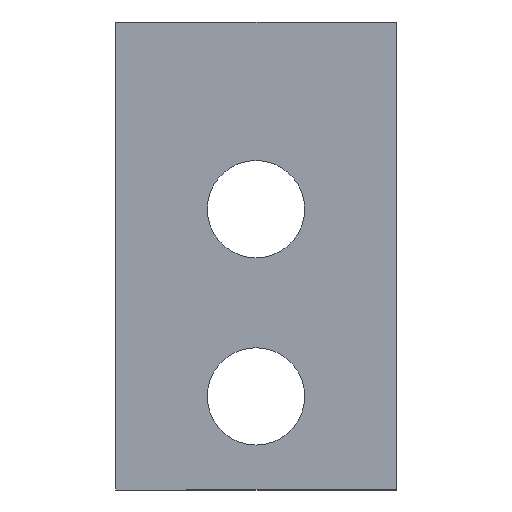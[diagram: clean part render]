
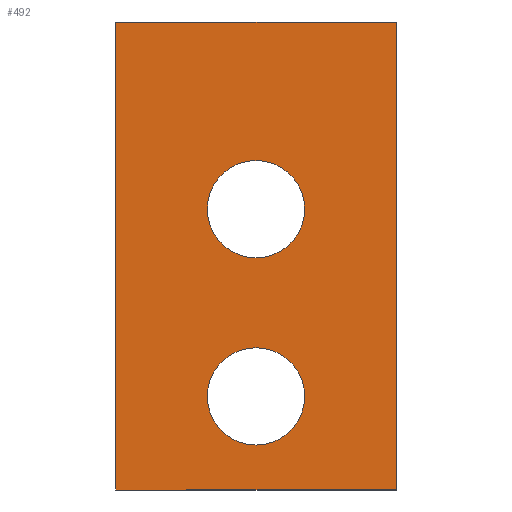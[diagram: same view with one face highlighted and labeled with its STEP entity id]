
A CAD part, front view. The second image highlights one B-rep face of the part: STEP entity #492.
In plain terms, the highlighted planar face has unit normal (0, -1, 0).
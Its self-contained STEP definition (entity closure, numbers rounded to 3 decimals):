
#1 = VECTOR ( 'NONE', #498, 1000. ) ;
#3 = LINE ( 'NONE', #189, #1 ) ;
#7 = DIRECTION ( 'NONE',  ( 0., 0., -1. ) ) ;
#14 = CARTESIAN_POINT ( 'NONE',  ( 0., 49., 15. ) ) ;
#17 = DIRECTION ( 'NONE',  ( 0., 1., 0. ) ) ;
#24 = ORIENTED_EDGE ( 'NONE', *, *, #584, .T. ) ;
#30 = CARTESIAN_POINT ( 'NONE',  ( 0., 49., -10. ) ) ;
#34 = AXIS2_PLACEMENT_3D ( 'NONE', #142, #17, #517 ) ;
#44 = AXIS2_PLACEMENT_3D ( 'NONE', #347, #203, #586 ) ;
#56 = CIRCLE ( 'NONE', #278, 2.6 ) ;
#58 = LINE ( 'NONE', #383, #143 ) ;
#63 = CARTESIAN_POINT ( 'NONE',  ( 0., 49., 0. ) ) ;
#71 = CARTESIAN_POINT ( 'NONE',  ( 0., 49., 15. ) ) ;
#75 = CARTESIAN_POINT ( 'NONE',  ( 15., 49., 15. ) ) ;
#79 = DIRECTION ( 'NONE',  ( 0., 0., -1. ) ) ;
#82 = VERTEX_POINT ( 'NONE', #157 ) ;
#96 = EDGE_CURVE ( 'NONE', #575, #156, #184, .T. ) ;
#102 = CARTESIAN_POINT ( 'NONE',  ( 15., 49., -10. ) ) ;
#133 = CARTESIAN_POINT ( 'NONE',  ( 7.5, 49., -5. ) ) ;
#142 = CARTESIAN_POINT ( 'NONE',  ( 7.5, 49., 5. ) ) ;
#143 = VECTOR ( 'NONE', #7, 1000. ) ;
#148 = ORIENTED_EDGE ( 'NONE', *, *, #454, .T. ) ;
#150 = DIRECTION ( 'NONE',  ( 0., 0., -1. ) ) ;
#156 = VERTEX_POINT ( 'NONE', #538 ) ;
#157 = CARTESIAN_POINT ( 'NONE',  ( 0., 49., -10. ) ) ;
#163 = VERTEX_POINT ( 'NONE', #75 ) ;
#167 = CARTESIAN_POINT ( 'NONE',  ( 7.5, 49., 7.6 ) ) ;
#168 = VERTEX_POINT ( 'NONE', #167 ) ;
#180 = VERTEX_POINT ( 'NONE', #71 ) ;
#182 = CARTESIAN_POINT ( 'NONE',  ( 7.5, 49., 2.4 ) ) ;
#184 = CIRCLE ( 'NONE', #381, 2.6 ) ;
#186 = DIRECTION ( 'NONE',  ( 0., 0., -1. ) ) ;
#189 = CARTESIAN_POINT ( 'NONE',  ( 15., 49., 15. ) ) ;
#197 = EDGE_LOOP ( 'NONE', ( #258, #557 ) ) ;
#203 = DIRECTION ( 'NONE',  ( 0., 1., 0. ) ) ;
#206 = EDGE_CURVE ( 'NONE', #156, #575, #56, .T. ) ;
#211 = DIRECTION ( 'NONE',  ( 1., 0., 0. ) ) ;
#227 = ORIENTED_EDGE ( 'NONE', *, *, #319, .T. ) ;
#247 = DIRECTION ( 'NONE',  ( 0., -1., 0. ) ) ;
#258 = ORIENTED_EDGE ( 'NONE', *, *, #206, .T. ) ;
#275 = VERTEX_POINT ( 'NONE', #182 ) ;
#278 = AXIS2_PLACEMENT_3D ( 'NONE', #133, #418, #186 ) ;
#286 = PLANE ( 'NONE',  #338 ) ;
#292 = FACE_OUTER_BOUND ( 'NONE', #441, .T. ) ;
#293 = VECTOR ( 'NONE', #211, 1000. ) ;
#319 = EDGE_CURVE ( 'NONE', #345, #163, #3, .T. ) ;
#338 = AXIS2_PLACEMENT_3D ( 'NONE', #63, #247, #150 ) ;
#341 = EDGE_CURVE ( 'NONE', #180, #82, #58, .T. ) ;
#345 = VERTEX_POINT ( 'NONE', #102 ) ;
#347 = CARTESIAN_POINT ( 'NONE',  ( 7.5, 49., 5. ) ) ;
#381 = AXIS2_PLACEMENT_3D ( 'NONE', #580, #543, #79 ) ;
#382 = EDGE_CURVE ( 'NONE', #275, #168, #474, .T. ) ;
#383 = CARTESIAN_POINT ( 'NONE',  ( 0., 49., 15. ) ) ;
#393 = ORIENTED_EDGE ( 'NONE', *, *, #529, .T. ) ;
#406 = LINE ( 'NONE', #30, #293 ) ;
#418 = DIRECTION ( 'NONE',  ( 0., 1., 0. ) ) ;
#432 = FACE_BOUND ( 'NONE', #477, .T. ) ;
#441 = EDGE_LOOP ( 'NONE', ( #464, #24, #227, #148 ) ) ;
#454 = EDGE_CURVE ( 'NONE', #163, #180, #561, .T. ) ;
#464 = ORIENTED_EDGE ( 'NONE', *, *, #341, .T. ) ;
#474 = CIRCLE ( 'NONE', #34, 2.6 ) ;
#477 = EDGE_LOOP ( 'NONE', ( #567, #393 ) ) ;
#492 = ADVANCED_FACE ( 'NONE', ( #292, #518, #432 ), #286, .T. ) ;
#493 = VECTOR ( 'NONE', #571, 1000. ) ;
#498 = DIRECTION ( 'NONE',  ( 0., 0., 1. ) ) ;
#505 = CIRCLE ( 'NONE', #44, 2.6 ) ;
#517 = DIRECTION ( 'NONE',  ( 0., 0., -1. ) ) ;
#518 = FACE_BOUND ( 'NONE', #197, .T. ) ;
#529 = EDGE_CURVE ( 'NONE', #168, #275, #505, .T. ) ;
#538 = CARTESIAN_POINT ( 'NONE',  ( 7.5, 49., -7.6 ) ) ;
#543 = DIRECTION ( 'NONE',  ( 0., 1., 0. ) ) ;
#557 = ORIENTED_EDGE ( 'NONE', *, *, #96, .T. ) ;
#561 = LINE ( 'NONE', #14, #493 ) ;
#567 = ORIENTED_EDGE ( 'NONE', *, *, #382, .T. ) ;
#571 = DIRECTION ( 'NONE',  ( -1., 0., 0. ) ) ;
#575 = VERTEX_POINT ( 'NONE', #577 ) ;
#577 = CARTESIAN_POINT ( 'NONE',  ( 7.5, 49., -2.4 ) ) ;
#580 = CARTESIAN_POINT ( 'NONE',  ( 7.5, 49., -5. ) ) ;
#584 = EDGE_CURVE ( 'NONE', #82, #345, #406, .T. ) ;
#586 = DIRECTION ( 'NONE',  ( 0., 0., -1. ) ) ;
